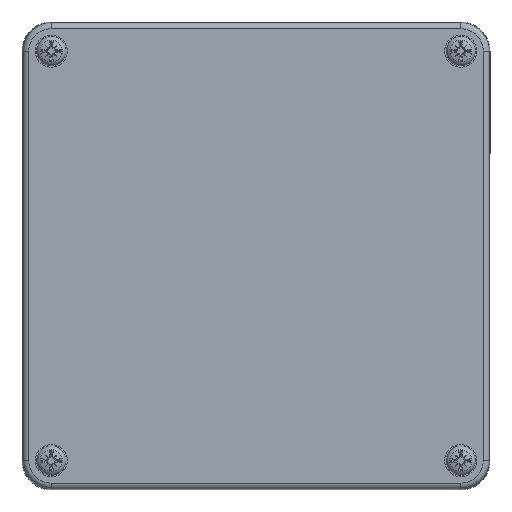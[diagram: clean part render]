
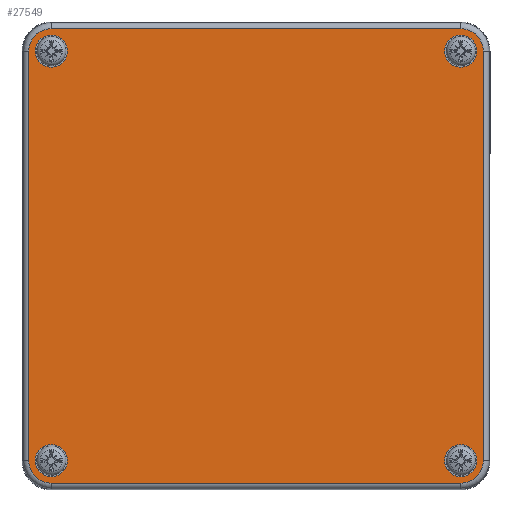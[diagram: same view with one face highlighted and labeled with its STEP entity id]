
A CAD part, top view. The second image highlights one B-rep face of the part: STEP entity #27549.
In plain terms, the highlighted planar face has unit normal (0, 0, 1).
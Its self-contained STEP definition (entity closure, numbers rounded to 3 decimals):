
#27128=CARTESIAN_POINT('',(77.686,-70.,20.0));
#27129=VERTEX_POINT('',#27128);
#27137=CARTESIAN_POINT('',(70.,-77.686,20.0));
#27138=VERTEX_POINT('',#27137);
#27139=CARTESIAN_POINT('',(70.,-70.,20.0));
#27140=DIRECTION('',(0.0,0.0,-1.0));
#27141=DIRECTION('',(0.707,-0.707,0.0));
#27142=AXIS2_PLACEMENT_3D('',#27139,#27140,#27141);
#27143=CIRCLE('',#27142,7.686);
#27144=EDGE_CURVE('',#27129,#27138,#27143,.T.);
#27170=CARTESIAN_POINT('',(-70.,-77.686,20.0));
#27171=VERTEX_POINT('',#27170);
#27188=CARTESIAN_POINT('',(70.,-77.686,20.0));
#27189=DIRECTION('',(-1.0,0.0,0.0));
#27190=VECTOR('',#27189,140.);
#27191=LINE('',#27188,#27190);
#27192=EDGE_CURVE('',#27138,#27171,#27191,.T.);
#27202=CARTESIAN_POINT('',(-77.686,-70.,20.0));
#27203=VERTEX_POINT('',#27202);
#27221=CARTESIAN_POINT('',(-70.,-70.,20.0));
#27222=DIRECTION('',(0.0,0.0,-1.0));
#27223=DIRECTION('',(-0.707,-0.707,0.0));
#27224=AXIS2_PLACEMENT_3D('',#27221,#27222,#27223);
#27225=CIRCLE('',#27224,7.686);
#27226=EDGE_CURVE('',#27171,#27203,#27225,.T.);
#27236=CARTESIAN_POINT('',(-77.686,70.,20.0));
#27237=VERTEX_POINT('',#27236);
#27254=CARTESIAN_POINT('',(-77.686,-70.,20.0));
#27255=DIRECTION('',(0.0,1.0,0.0));
#27256=VECTOR('',#27255,140.);
#27257=LINE('',#27254,#27256);
#27258=EDGE_CURVE('',#27203,#27237,#27257,.T.);
#27268=CARTESIAN_POINT('',(-70.,77.686,20.0));
#27269=VERTEX_POINT('',#27268);
#27287=CARTESIAN_POINT('',(-70.,70.,20.0));
#27288=DIRECTION('',(0.0,0.0,-1.0));
#27289=DIRECTION('',(-0.707,0.707,0.0));
#27290=AXIS2_PLACEMENT_3D('',#27287,#27288,#27289);
#27291=CIRCLE('',#27290,7.686);
#27292=EDGE_CURVE('',#27237,#27269,#27291,.T.);
#27302=CARTESIAN_POINT('',(70.,77.686,20.0));
#27303=VERTEX_POINT('',#27302);
#27320=CARTESIAN_POINT('',(-70.,77.686,20.0));
#27321=DIRECTION('',(1.0,0.0,0.0));
#27322=VECTOR('',#27321,140.);
#27323=LINE('',#27320,#27322);
#27324=EDGE_CURVE('',#27269,#27303,#27323,.T.);
#27334=CARTESIAN_POINT('',(77.686,70.,20.0));
#27335=VERTEX_POINT('',#27334);
#27353=CARTESIAN_POINT('',(70.,70.,20.0));
#27354=DIRECTION('',(0.0,0.0,-1.0));
#27355=DIRECTION('',(0.707,0.707,0.0));
#27356=AXIS2_PLACEMENT_3D('',#27353,#27354,#27355);
#27357=CIRCLE('',#27356,7.686);
#27358=EDGE_CURVE('',#27303,#27335,#27357,.T.);
#27376=CARTESIAN_POINT('',(77.686,70.,20.0));
#27377=DIRECTION('',(0.0,-1.0,0.0));
#27378=VECTOR('',#27377,140.);
#27379=LINE('',#27376,#27378);
#27380=EDGE_CURVE('',#27335,#27129,#27379,.T.);
#27490=CARTESIAN_POINT('',(0.,0.,20.0));
#27491=DIRECTION('',(0.0,0.0,1.0));
#27492=DIRECTION('',(1.0,0.0,0.0));
#27493=AXIS2_PLACEMENT_3D('',#27490,#27491,#27492);
#27494=PLANE('',#27493);
#27495=ORIENTED_EDGE('',*,*,#27144,.F.);
#27496=ORIENTED_EDGE('',*,*,#27380,.F.);
#27497=ORIENTED_EDGE('',*,*,#27358,.F.);
#27498=ORIENTED_EDGE('',*,*,#27324,.F.);
#27499=ORIENTED_EDGE('',*,*,#27292,.F.);
#27500=ORIENTED_EDGE('',*,*,#27258,.F.);
#27501=ORIENTED_EDGE('',*,*,#27226,.F.);
#27502=ORIENTED_EDGE('',*,*,#27192,.F.);
#27503=EDGE_LOOP('',(#27495,#27496,#27497,#27498,#27499,#27500,#27501,#27502));
#27504=FACE_OUTER_BOUND('',#27503,.T.);
#27505=CARTESIAN_POINT('',(-64.5,70.,20.0));
#27506=VERTEX_POINT('',#27505);
#27507=CARTESIAN_POINT('',(-70.,70.,20.0));
#27508=DIRECTION('',(0.0,0.0,-1.0));
#27509=DIRECTION('',(-1.0,0.0,0.0));
#27510=AXIS2_PLACEMENT_3D('',#27507,#27508,#27509);
#27511=CIRCLE('',#27510,5.5);
#27512=EDGE_CURVE('',#27506,#27506,#27511,.T.);
#27513=ORIENTED_EDGE('',*,*,#27512,.T.);
#27514=EDGE_LOOP('',(#27513));
#27515=FACE_BOUND('',#27514,.T.);
#27516=CARTESIAN_POINT('',(75.5,70.,20.0));
#27517=VERTEX_POINT('',#27516);
#27518=CARTESIAN_POINT('',(70.,70.,20.0));
#27519=DIRECTION('',(0.0,0.0,-1.0));
#27520=DIRECTION('',(-1.0,0.0,0.0));
#27521=AXIS2_PLACEMENT_3D('',#27518,#27519,#27520);
#27522=CIRCLE('',#27521,5.5);
#27523=EDGE_CURVE('',#27517,#27517,#27522,.T.);
#27524=ORIENTED_EDGE('',*,*,#27523,.T.);
#27525=EDGE_LOOP('',(#27524));
#27526=FACE_BOUND('',#27525,.T.);
#27527=CARTESIAN_POINT('',(75.5,-70.,20.0));
#27528=VERTEX_POINT('',#27527);
#27529=CARTESIAN_POINT('',(70.,-70.,20.0));
#27530=DIRECTION('',(0.0,0.0,-1.0));
#27531=DIRECTION('',(-1.0,0.0,0.0));
#27532=AXIS2_PLACEMENT_3D('',#27529,#27530,#27531);
#27533=CIRCLE('',#27532,5.5);
#27534=EDGE_CURVE('',#27528,#27528,#27533,.T.);
#27535=ORIENTED_EDGE('',*,*,#27534,.T.);
#27536=EDGE_LOOP('',(#27535));
#27537=FACE_BOUND('',#27536,.T.);
#27538=CARTESIAN_POINT('',(-64.5,-70.,20.0));
#27539=VERTEX_POINT('',#27538);
#27540=CARTESIAN_POINT('',(-70.,-70.,20.0));
#27541=DIRECTION('',(0.0,0.0,-1.0));
#27542=DIRECTION('',(-1.0,0.0,0.0));
#27543=AXIS2_PLACEMENT_3D('',#27540,#27541,#27542);
#27544=CIRCLE('',#27543,5.5);
#27545=EDGE_CURVE('',#27539,#27539,#27544,.T.);
#27546=ORIENTED_EDGE('',*,*,#27545,.T.);
#27547=EDGE_LOOP('',(#27546));
#27548=FACE_BOUND('',#27547,.T.);
#27549=ADVANCED_FACE('',(#27504,#27515,#27526,#27537,#27548),#27494,.T.);
